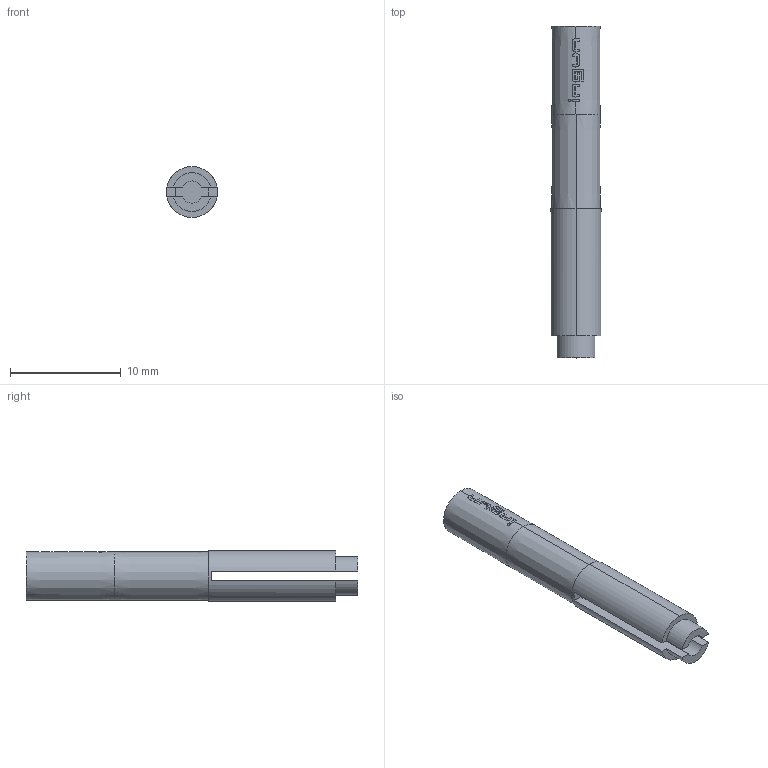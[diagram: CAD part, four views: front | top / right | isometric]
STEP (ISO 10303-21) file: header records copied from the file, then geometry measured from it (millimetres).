
FILE_DESCRIPTION (( 'STEP AP203' ), '1' );
FILE_NAME ('INGUN_KS-VF5_030.STEP', '2022-02-09T05:28:49', ( 'ochi' ), ( '' ), 'SwSTEP 2.0', 'SolidWorks 2018', '' );
FILE_SCHEMA (( 'CONFIG_CONTROL_DESIGN' ));
Length unit declared in the file: millimetre
Products named in the file (1): INGUN_KS-VF5_030
Bounding box: 4.6 x 30 x 4.6 mm (x, y, z)
Volume: 384.1 mm3; surface area: 558.8 mm2
Topology: 1 solids, 1 shells, 104 faces, 294 edges, 194 vertices
Faces by surface type: bspline 60, cone 21, plane 13, cylinder 10
Entity records: 4697 total; most frequent: CARTESIAN_POINT 2489, ORIENTED_EDGE 588, EDGE_CURVE 294, B_SPLINE_CURVE_WITH_KNOTS 210, DIRECTION 208, VERTEX_POINT 194, EDGE_LOOP 106, ADVANCED_FACE 104
